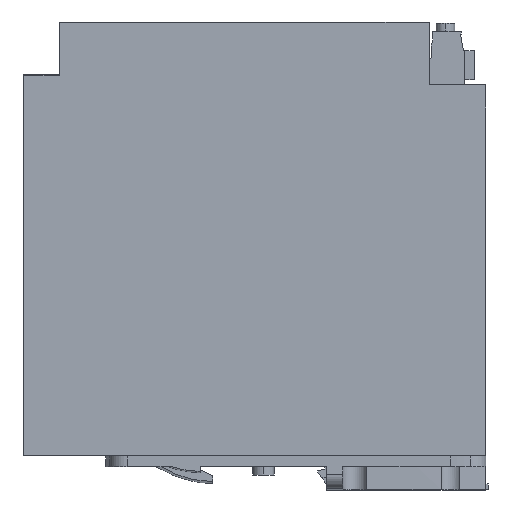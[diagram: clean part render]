
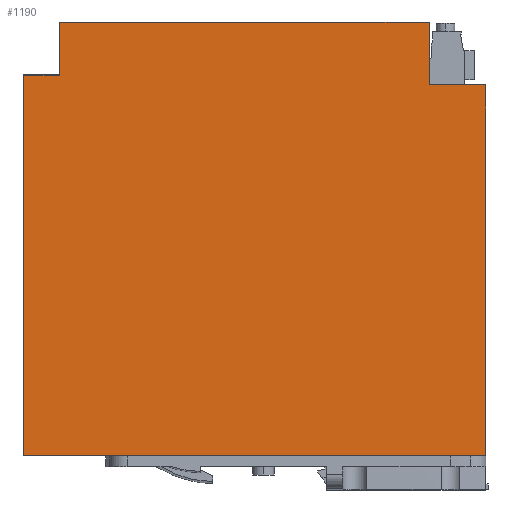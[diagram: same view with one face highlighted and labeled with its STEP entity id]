
A CAD part, left-side view. The second image highlights one B-rep face of the part: STEP entity #1190.
In plain terms, the highlighted face is planar.
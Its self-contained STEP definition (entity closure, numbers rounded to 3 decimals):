
#480=CARTESIAN_POINT('',(54.65,106.558,54.951));
#490=DIRECTION('',(1.,0.,0.));
#500=DIRECTION('',(0.,-1.,0.));
#510=AXIS2_PLACEMENT_3D('',#480,#490,#500);
#520=PLANE('',#510);
#530=CARTESIAN_POINT('',(54.65,-26.698,0.));
#540=DIRECTION('',(0.,0.,1.));
#550=VECTOR('',#540,1.);
#560=LINE('',#530,#550);
#570=CARTESIAN_POINT('',(54.65,-26.698,-70.413));
#580=VERTEX_POINT('',#570);
#590=CARTESIAN_POINT('',(54.65,-26.698,36.587));
#600=VERTEX_POINT('',#590);
#610=EDGE_CURVE('',#580,#600,#560,.T.);
#620=ORIENTED_EDGE('',*,*,#610,.F.);
#630=CARTESIAN_POINT('',(54.65,0.,36.587));
#640=DIRECTION('',(0.,-1.,0.));
#650=VECTOR('',#640,1.);
#660=LINE('',#630,#650);
#670=CARTESIAN_POINT('',(54.65,-16.698,36.587));
#680=VERTEX_POINT('',#670);
#690=EDGE_CURVE('',#680,#600,#660,.T.);
#700=ORIENTED_EDGE('',*,*,#690,.T.);
#710=CARTESIAN_POINT('',(54.65,-16.698,0.));
#720=DIRECTION('',(0.,0.,-1.));
#730=VECTOR('',#720,1.);
#740=LINE('',#710,#730);
#750=CARTESIAN_POINT('',(54.65,-16.698,51.587));
#760=VERTEX_POINT('',#750);
#770=EDGE_CURVE('',#760,#680,#740,.T.);
#780=ORIENTED_EDGE('',*,*,#770,.T.);
#790=CARTESIAN_POINT('',(54.65,0.,51.587));
#800=DIRECTION('',(0.,1.,0.));
#810=VECTOR('',#800,1.);
#820=LINE('',#790,#810);
#830=CARTESIAN_POINT('',(54.65,87.302,51.587));
#840=VERTEX_POINT('',#830);
#850=EDGE_CURVE('',#760,#840,#820,.T.);
#860=ORIENTED_EDGE('',*,*,#850,.F.);
#870=CARTESIAN_POINT('',(54.65,87.302,0.));
#880=DIRECTION('',(0.,0.,-1.));
#890=VECTOR('',#880,1.);
#900=LINE('',#870,#890);
#910=CARTESIAN_POINT('',(54.65,87.302,33.887));
#920=VERTEX_POINT('',#910);
#930=EDGE_CURVE('',#840,#920,#900,.T.);
#940=ORIENTED_EDGE('',*,*,#930,.F.);
#950=CARTESIAN_POINT('',(54.65,0.,33.887));
#960=DIRECTION('',(0.,1.,0.));
#970=VECTOR('',#960,1.);
#980=LINE('',#950,#970);
#990=CARTESIAN_POINT('',(54.65,103.302,33.887));
#1000=VERTEX_POINT('',#990);
#1010=EDGE_CURVE('',#920,#1000,#980,.T.);
#1020=ORIENTED_EDGE('',*,*,#1010,.F.);
#1030=CARTESIAN_POINT('',(54.65,103.302,0.));
#1040=DIRECTION('',(0.,0.,-1.));
#1050=VECTOR('',#1040,1.);
#1060=LINE('',#1030,#1050);
#1070=CARTESIAN_POINT('',(54.65,103.302,-70.413));
#1080=VERTEX_POINT('',#1070);
#1090=EDGE_CURVE('',#1000,#1080,#1060,.T.);
#1100=ORIENTED_EDGE('',*,*,#1090,.F.);
#1110=CARTESIAN_POINT('',(54.65,0.,-70.413));
#1120=DIRECTION('',(0.,-1.,0.));
#1130=VECTOR('',#1120,1.);
#1140=LINE('',#1110,#1130);
#1150=EDGE_CURVE('',#1080,#580,#1140,.T.);
#1160=ORIENTED_EDGE('',*,*,#1150,.F.);
#1170=EDGE_LOOP('',(#1160,#1100,#1020,#940,#860,#780,#700,#620));
#1180=FACE_OUTER_BOUND('',#1170,.T.);
#1190=ADVANCED_FACE('',(#1180),#520,.T.);
